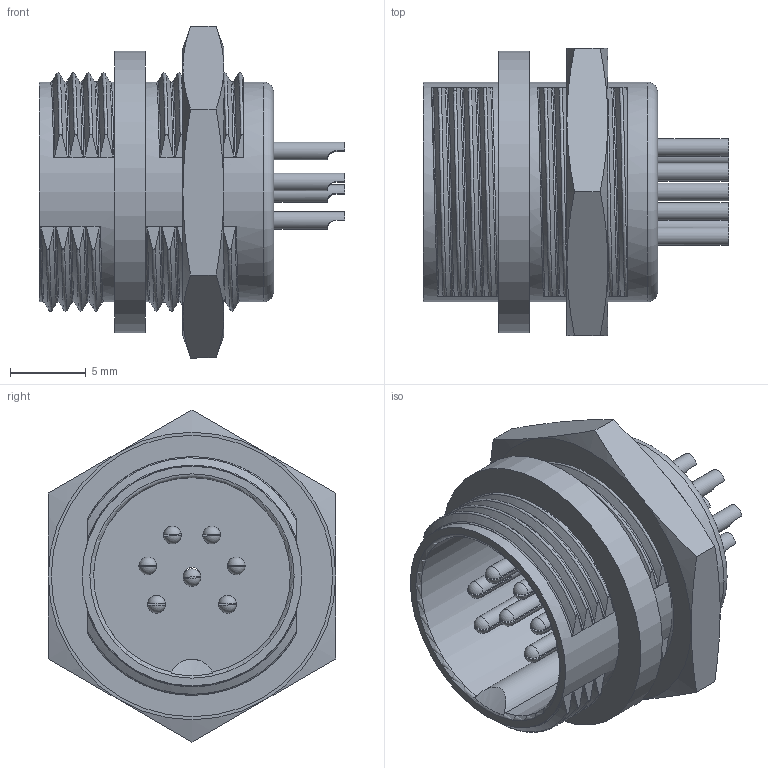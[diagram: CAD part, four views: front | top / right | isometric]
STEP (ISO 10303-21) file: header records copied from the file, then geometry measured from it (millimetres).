
FILE_DESCRIPTION(/* description */ (''),/* implementation_level */ '2;1');
FILE_NAME(/* name */ 'GX-16 Connector 7 Pins.step',/* time_stamp */ '2024-06-29T11:02:48-05:00',/* author */ (''),/* organization */ (''),/* preprocessor_version */ 'ST-DEVELOPER v20',/* originating_system */ 'Autodesk Translation Framework v13.14.0.145',/* authorisation */ '');
FILE_SCHEMA (('AUTOMOTIVE_DESIGN { 1 0 10303 214 3 1 1 }'));
Length unit declared in the file: millimetre
Products named in the file (6): GX-16 Connector 7 Pins; GX-16 Connector 5 Pins; Body; Nut; Isolator; Pins
Assembly tree (5 placements, depth 3):
  GX-16 Connector 7 Pins
    GX-16 Connector 5 Pins
      Body
      Nut
      Isolator
      Pins
Bounding box: 20.2 x 19 x 21.94 mm (x, y, z)
Volume: 1913.1 mm3; surface area: 3629.9 mm2
Topology: 10 solids, 10 shells, 278 faces, 775 edges, 513 vertices
Faces by surface type: bspline 108, plane 98, cylinder 35, sphere 21, cone 13, torus 3
Full cylindrical faces by diameter (mm): 0.704 x7, 1.15 x7, 1.173 x7, 13 x2, 14.518 x2, 18.6 x1
Entity records: 20089 total; most frequent: CARTESIAN_POINT 13864, ORIENTED_EDGE 1536, DIRECTION 826, EDGE_CURVE 768, VERTEX_POINT 513, B_SPLINE_CURVE_WITH_KNOTS 420, AXIS2_PLACEMENT_3D 321, EDGE_LOOP 299
